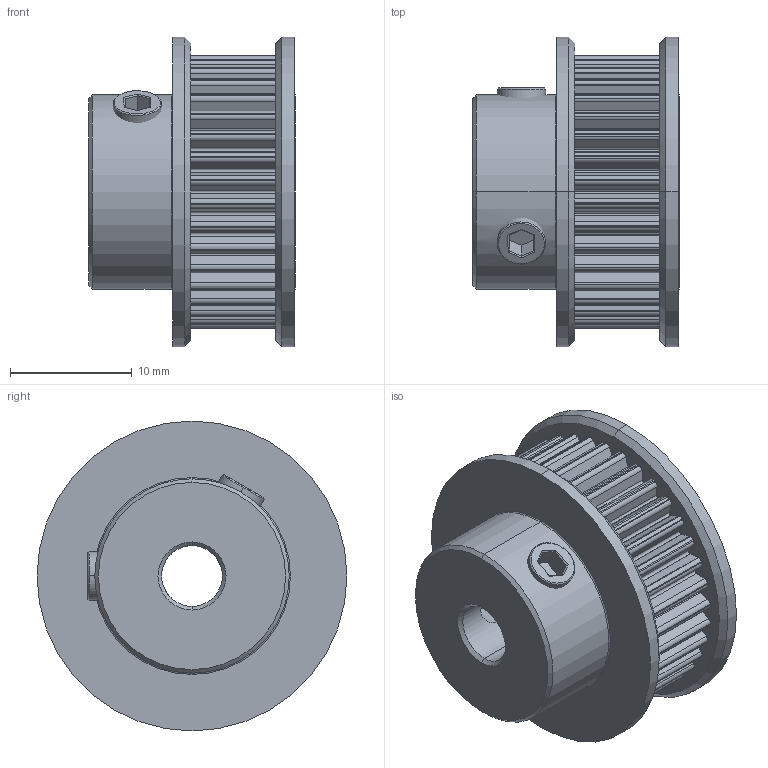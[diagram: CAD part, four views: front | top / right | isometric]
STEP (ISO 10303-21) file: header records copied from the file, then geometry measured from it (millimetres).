
FILE_DESCRIPTION (( 'STEP AP214' ), '1' );
FILE_NAME ('A115 Øêèâ GT2-36, O îòâåðñòèÿ 5 ìì.STEP', '2019-10-18T12:24:22', ( 'Windows User' ), ( '' ), 'SwSTEP 2.0', 'SolidWorks 2019', '' );
FILE_SCHEMA (( 'AUTOMOTIVE_DESIGN' ));
Length unit declared in the file: millimetre
Products named in the file (3): A115 Øêèâ GT2-36, O îòâåðñòèÿ 5 ìì; S54 妈眚 篑蜞眍忸黜 DIN 916 󊅜_M4(4)
Assembly tree (3 placements, depth 2):
  A115 Øêèâ GT2-36, O îòâåðñòèÿ 5 ìì
    A115 Øêèâ GT2-36, O îòâåðñòèÿ 5 ìì
    S54 妈眚 篑蜞眍忸黜 DIN 916 󊅜_M4(4)  x2
Bounding box: 17 x 25.5 x 25.5 mm (x, y, z)
Volume: 5116 mm3; surface area: 3152.2 mm2
Topology: 3 solids, 3 shells, 319 faces, 894 edges, 582 vertices
Faces by surface type: cylinder 189, plane 106, cone 22, torus 2
Entity records: 10176 total; most frequent: CARTESIAN_POINT 1904, DIRECTION 1824, ORIENTED_EDGE 1688, EDGE_CURVE 844, AXIS2_PLACEMENT_3D 687, VERTEX_POINT 555, LINE 450, VECTOR 450
